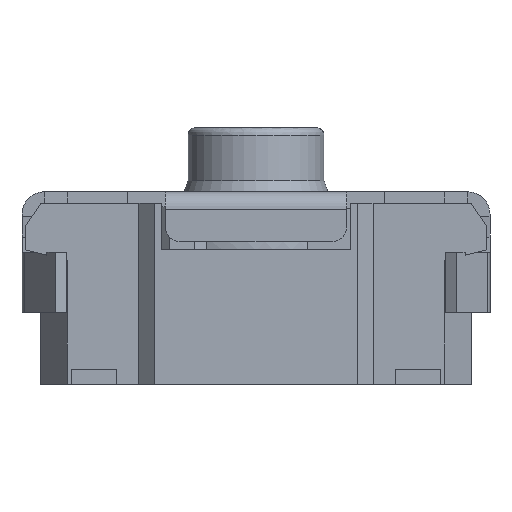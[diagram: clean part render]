
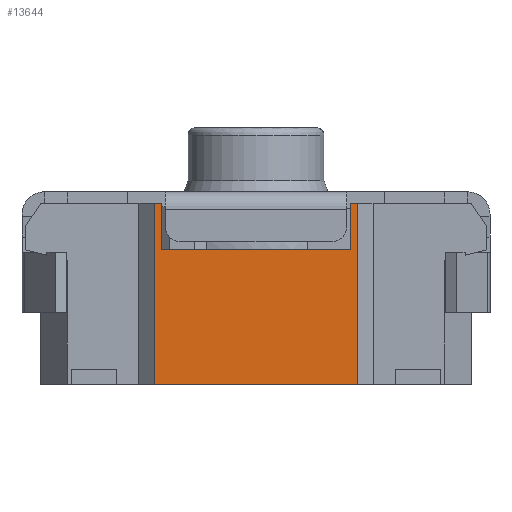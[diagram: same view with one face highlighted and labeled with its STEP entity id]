
A CAD part, front view. The second image highlights one B-rep face of the part: STEP entity #13644.
In plain terms, the highlighted planar face has unit normal (0, -1, 0).
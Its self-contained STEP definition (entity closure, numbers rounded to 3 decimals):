
#403 = CARTESIAN_POINT ( 'NONE',  ( -1.35, -1.75, -2.581 ) ) ;
#513 = CARTESIAN_POINT ( 'NONE',  ( 1.25, -1.75, -2.581 ) ) ;
#640 = AXIS2_PLACEMENT_3D ( 'NONE', #6154, #11668, #6292 ) ;
#686 = ORIENTED_EDGE ( 'NONE', *, *, #8788, .F. ) ;
#762 = VECTOR ( 'NONE', #13713, 1000. ) ;
#931 = LINE ( 'NONE', #7387, #3179 ) ;
#1170 = LINE ( 'NONE', #10006, #13990 ) ;
#1181 = LINE ( 'NONE', #4602, #3895 ) ;
#1471 = DIRECTION ( 'NONE',  ( 1., 0., 0. ) ) ;
#1583 = LINE ( 'NONE', #513, #13336 ) ;
#1718 = VERTEX_POINT ( 'NONE', #13447 ) ;
#1897 = VERTEX_POINT ( 'NONE', #4948 ) ;
#2565 = CARTESIAN_POINT ( 'NONE',  ( 1.25, -1.75, -0.181 ) ) ;
#2753 = LINE ( 'NONE', #4952, #6916 ) ;
#2877 = VECTOR ( 'NONE', #9744, 1000. ) ;
#3179 = VECTOR ( 'NONE', #5187, 1000. ) ;
#3405 = ORIENTED_EDGE ( 'NONE', *, *, #12629, .F. ) ;
#3492 = DIRECTION ( 'NONE',  ( 0., 0., 1. ) ) ;
#3617 = CARTESIAN_POINT ( 'NONE',  ( 1.35, -1.75, -2.581 ) ) ;
#3895 = VECTOR ( 'NONE', #7795, 1000. ) ;
#3988 = ORIENTED_EDGE ( 'NONE', *, *, #11438, .F. ) ;
#4234 = VERTEX_POINT ( 'NONE', #9293 ) ;
#4355 = VERTEX_POINT ( 'NONE', #403 ) ;
#4602 = CARTESIAN_POINT ( 'NONE',  ( -1.25, -1.75, -2.581 ) ) ;
#4614 = LINE ( 'NONE', #9888, #2877 ) ;
#4866 = EDGE_CURVE ( 'NONE', #1897, #1718, #1181, .T. ) ;
#4907 = FACE_OUTER_BOUND ( 'NONE', #13450, .T. ) ;
#4948 = CARTESIAN_POINT ( 'NONE',  ( -1.25, -1.75, -0.181 ) ) ;
#4952 = CARTESIAN_POINT ( 'NONE',  ( -1.35, -1.75, -0.801 ) ) ;
#5187 = DIRECTION ( 'NONE',  ( -1., 0., 0. ) ) ;
#5489 = DIRECTION ( 'NONE',  ( -1., 0., 0. ) ) ;
#5920 = LINE ( 'NONE', #8347, #762 ) ;
#6154 = CARTESIAN_POINT ( 'NONE',  ( -1.35, -1.75, -2.581 ) ) ;
#6272 = EDGE_CURVE ( 'NONE', #1897, #4234, #1170, .T. ) ;
#6292 = DIRECTION ( 'NONE',  ( 0., 0., 1. ) ) ;
#6461 = CARTESIAN_POINT ( 'NONE',  ( 1.25, -1.75, -0.801 ) ) ;
#6724 = ORIENTED_EDGE ( 'NONE', *, *, #9085, .F. ) ;
#6876 = ORIENTED_EDGE ( 'NONE', *, *, #8259, .F. ) ;
#6916 = VECTOR ( 'NONE', #1471, 1000. ) ;
#7160 = VERTEX_POINT ( 'NONE', #3617 ) ;
#7387 = CARTESIAN_POINT ( 'NONE',  ( -1.35, -1.75, -2.581 ) ) ;
#7795 = DIRECTION ( 'NONE',  ( 0., 0., -1. ) ) ;
#7824 = CARTESIAN_POINT ( 'NONE',  ( -1.35, -1.75, -2.581 ) ) ;
#8149 = ORIENTED_EDGE ( 'NONE', *, *, #11705, .F. ) ;
#8259 = EDGE_CURVE ( 'NONE', #4355, #4234, #11045, .T. ) ;
#8347 = CARTESIAN_POINT ( 'NONE',  ( 1.35, -1.75, -2.581 ) ) ;
#8385 = VERTEX_POINT ( 'NONE', #2565 ) ;
#8478 = ORIENTED_EDGE ( 'NONE', *, *, #6272, .T. ) ;
#8708 = VECTOR ( 'NONE', #3492, 1000. ) ;
#8788 = EDGE_CURVE ( 'NONE', #11022, #7160, #5920, .T. ) ;
#9085 = EDGE_CURVE ( 'NONE', #7160, #4355, #931, .T. ) ;
#9203 = DIRECTION ( 'NONE',  ( 0., 0., 1. ) ) ;
#9293 = CARTESIAN_POINT ( 'NONE',  ( -1.35, -1.75, -0.181 ) ) ;
#9744 = DIRECTION ( 'NONE',  ( 1., 0., 0. ) ) ;
#9888 = CARTESIAN_POINT ( 'NONE',  ( -1.35, -1.75, -0.181 ) ) ;
#10006 = CARTESIAN_POINT ( 'NONE',  ( -1.25, -1.75, -0.181 ) ) ;
#10497 = VERTEX_POINT ( 'NONE', #6461 ) ;
#10907 = ORIENTED_EDGE ( 'NONE', *, *, #4866, .F. ) ;
#11022 = VERTEX_POINT ( 'NONE', #12033 ) ;
#11045 = LINE ( 'NONE', #7824, #8708 ) ;
#11438 = EDGE_CURVE ( 'NONE', #1718, #10497, #2753, .T. ) ;
#11668 = DIRECTION ( 'NONE',  ( 0., 1., 0. ) ) ;
#11705 = EDGE_CURVE ( 'NONE', #10497, #8385, #1583, .T. ) ;
#11742 = PLANE ( 'NONE',  #640 ) ;
#12033 = CARTESIAN_POINT ( 'NONE',  ( 1.35, -1.75, -0.181 ) ) ;
#12629 = EDGE_CURVE ( 'NONE', #8385, #11022, #4614, .T. ) ;
#13336 = VECTOR ( 'NONE', #9203, 1000. ) ;
#13447 = CARTESIAN_POINT ( 'NONE',  ( -1.25, -1.75, -0.801 ) ) ;
#13450 = EDGE_LOOP ( 'NONE', ( #8478, #6876, #6724, #686, #3405, #8149, #3988, #10907 ) ) ;
#13644 = ADVANCED_FACE ( 'NONE', ( #4907 ), #11742, .F. ) ;
#13713 = DIRECTION ( 'NONE',  ( 0., 0., -1. ) ) ;
#13990 = VECTOR ( 'NONE', #5489, 1000. ) ;
